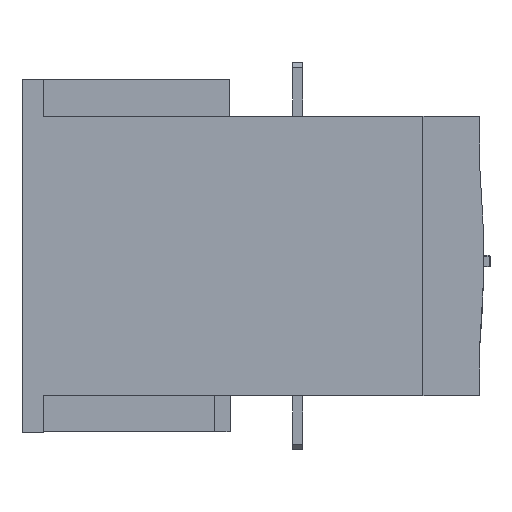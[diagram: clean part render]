
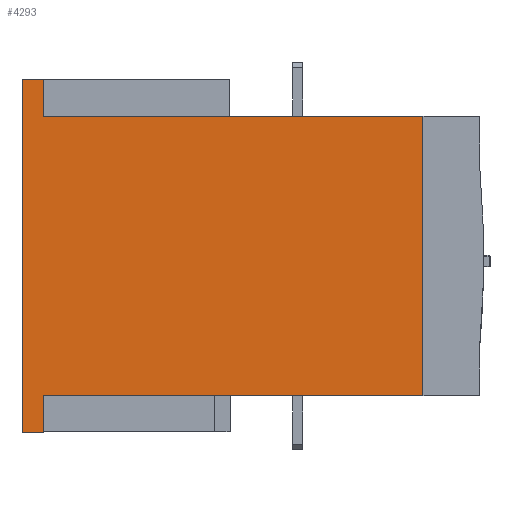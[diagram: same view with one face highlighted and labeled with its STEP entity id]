
A CAD part, left-side view. The second image highlights one B-rep face of the part: STEP entity #4293.
In plain terms, the highlighted planar face has unit normal (-1, 0, 0).
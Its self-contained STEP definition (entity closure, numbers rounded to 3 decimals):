
#1995=EDGE_CURVE('',#4819,#3311,#5518,.T.);
#2045=VERTEX_POINT('',#5574);
#2047=VERTEX_POINT('',#5576);
#2127=EDGE_CURVE('',#3859,#5145,#5667,.T.);
#2247=EDGE_CURVE('',#5145,#2045,#5797,.T.);
#2715=EDGE_CURVE('',#3311,#3211,#6313,.T.);
#3211=VERTEX_POINT('',#6845);
#3311=VERTEX_POINT('',#6957);
#3341=EDGE_CURVE('',#3745,#2047,#6991,.T.);
#3585=EDGE_CURVE('',#2045,#4819,#7257,.T.);
#3745=VERTEX_POINT('',#7435);
#3859=VERTEX_POINT('',#7560);
#4293=ADVANCED_FACE('',(#8045),#8046,.F.);
#4573=EDGE_CURVE('',#2047,#3859,#8361,.T.);
#4601=EDGE_CURVE('',#3211,#3745,#8393,.T.);
#4819=VERTEX_POINT('',#8623);
#5145=VERTEX_POINT('',#8992);
#5518=LINE('',#9447,#9448);
#5574=CARTESIAN_POINT('',(-80.0,-12.5,-22.));
#5576=CARTESIAN_POINT('',(-80.0,0.0,-210.0));
#5667=LINE('',#9657,#9658);
#5797=LINE('',#9883,#9884);
#6313=LINE('',#10682,#10683);
#6845=CARTESIAN_POINT('',(-80.0,-12.5,-188.0));
#6957=CARTESIAN_POINT('',(-80.0,-238.2,-188.0));
#6991=LINE('',#11717,#11718);
#7257=LINE('',#12183,#12184);
#7435=CARTESIAN_POINT('',(-80.0,-12.5,-210.0));
#7560=CARTESIAN_POINT('',(-80.0,0.0,0.));
#8045=FACE_OUTER_BOUND('',#13347,.T.);
#8046=PLANE('',#13348);
#8361=LINE('',#13771,#13772);
#8393=LINE('',#13816,#13817);
#8623=CARTESIAN_POINT('',(-80.0,-238.2,-22.));
#8992=CARTESIAN_POINT('',(-80.0,-12.5,0.));
#9447=CARTESIAN_POINT('',(-80.0,-238.2,-22.));
#9448=VECTOR('',#15127,1.0);
#9657=CARTESIAN_POINT('',(-80.0,0.0,0.));
#9658=VECTOR('',#15295,1.0);
#9883=CARTESIAN_POINT('',(-80.0,-12.5,0.));
#9884=VECTOR('',#15418,1.0);
#10682=CARTESIAN_POINT('',(-80.0,-238.2,-188.0));
#10683=VECTOR('',#15968,1.0);
#11717=CARTESIAN_POINT('',(-80.0,-12.5,-210.0));
#11718=VECTOR('',#16678,1.0);
#12183=CARTESIAN_POINT('',(-80.0,-12.5,-22.));
#12184=VECTOR('',#16959,1.0);
#13347=EDGE_LOOP('',(#17900,#17901,#17902,#17903,#17904,#17905,#17906,#17907));
#13348=AXIS2_PLACEMENT_3D('',#17908,#17909,#17910);
#13771=CARTESIAN_POINT('',(-80.0,0.0,-210.0));
#13772=VECTOR('',#18308,1.0);
#13816=CARTESIAN_POINT('',(-80.0,-12.5,-188.0));
#13817=VECTOR('',#18351,1.0);
#15127=DIRECTION('',(0.0,0.0,-1.0));
#15295=DIRECTION('',(0.0,-1.0,0.0));
#15418=DIRECTION('',(0.0,0.0,-1.0));
#15968=DIRECTION('',(0.0,1.0,0.0));
#16678=DIRECTION('',(0.0,1.0,0.0));
#16959=DIRECTION('',(0.0,-1.0,0.0));
#17900=ORIENTED_EDGE('',*,*,#4601,.F.);
#17901=ORIENTED_EDGE('',*,*,#2715,.F.);
#17902=ORIENTED_EDGE('',*,*,#1995,.F.);
#17903=ORIENTED_EDGE('',*,*,#3585,.F.);
#17904=ORIENTED_EDGE('',*,*,#2247,.F.);
#17905=ORIENTED_EDGE('',*,*,#2127,.F.);
#17906=ORIENTED_EDGE('',*,*,#4573,.F.);
#17907=ORIENTED_EDGE('',*,*,#3341,.F.);
#17908=CARTESIAN_POINT('',(-80.0,-108.021,-105.));
#17909=DIRECTION('',(1.0,0.0,0.0));
#17910=DIRECTION('',(0.0,-1.0,0.0));
#18308=DIRECTION('',(0.0,0.0,1.0));
#18351=DIRECTION('',(0.0,0.,-1.0));
